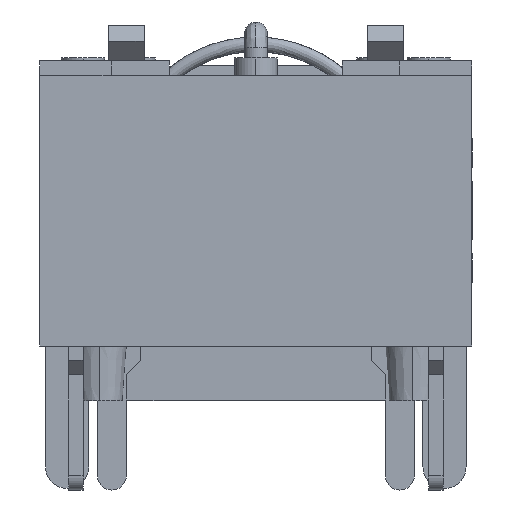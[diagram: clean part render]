
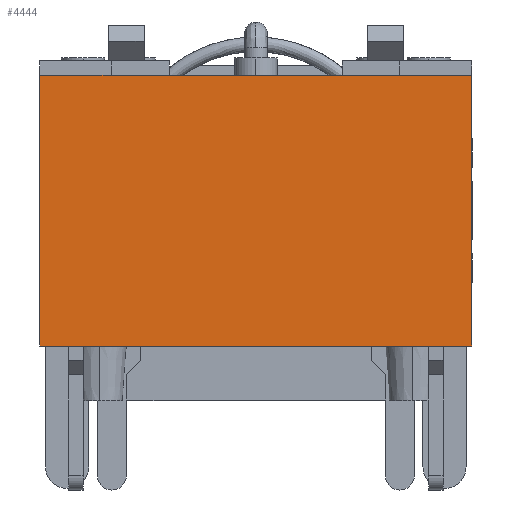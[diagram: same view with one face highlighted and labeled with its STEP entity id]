
A CAD part, left-side view. The second image highlights one B-rep face of the part: STEP entity #4444.
In plain terms, the highlighted planar face has unit normal (-1, 0, 0).
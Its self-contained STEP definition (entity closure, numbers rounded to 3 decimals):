
#53 = CARTESIAN_POINT ( 'NONE',  ( -30.6, 7.5, 0. ) ) ;
#179 = EDGE_CURVE ( 'NONE', #5147, #4872, #9808, .T. ) ;
#400 = DIRECTION ( 'NONE',  ( 0., 0., -1. ) ) ;
#893 = LINE ( 'NONE', #13602, #8565 ) ;
#1212 = VECTOR ( 'NONE', #20498, 1000. ) ;
#1307 = DIRECTION ( 'NONE',  ( -1., 0., 0. ) ) ;
#1908 = DIRECTION ( 'NONE',  ( 0., -1., 0. ) ) ;
#1969 = DIRECTION ( 'NONE',  ( 0., 0., -1. ) ) ;
#2212 = ORIENTED_EDGE ( 'NONE', *, *, #14331, .T. ) ;
#3190 = CARTESIAN_POINT ( 'NONE',  ( -30.6, 7.5, 4.6 ) ) ;
#3789 = CARTESIAN_POINT ( 'NONE',  ( -30.6, -7.5, -4.8 ) ) ;
#3857 = ORIENTED_EDGE ( 'NONE', *, *, #179, .T. ) ;
#4164 = CARTESIAN_POINT ( 'NONE',  ( -30.6, 7.5, -4.8 ) ) ;
#4444 = ADVANCED_FACE ( 'NONE', ( #8818 ), #5394, .T. ) ;
#4872 = VERTEX_POINT ( 'NONE', #3789 ) ;
#5147 = VERTEX_POINT ( 'NONE', #4164 ) ;
#5394 = PLANE ( 'NONE',  #10020 ) ;
#6167 = VECTOR ( 'NONE', #400, 1000. ) ;
#6413 = DIRECTION ( 'NONE',  ( 0., 0., 1. ) ) ;
#7749 = CARTESIAN_POINT ( 'NONE',  ( -30.6, -7.5, -4.8 ) ) ;
#8565 = VECTOR ( 'NONE', #1908, 1000. ) ;
#8818 = FACE_OUTER_BOUND ( 'NONE', #18389, .T. ) ;
#9134 = CARTESIAN_POINT ( 'NONE',  ( -30.6, -7.5, 0. ) ) ;
#9768 = EDGE_CURVE ( 'NONE', #21108, #11063, #893, .T. ) ;
#9808 = LINE ( 'NONE', #7749, #1212 ) ;
#10020 = AXIS2_PLACEMENT_3D ( 'NONE', #16096, #1307, #6413 ) ;
#11063 = VERTEX_POINT ( 'NONE', #20141 ) ;
#11769 = LINE ( 'NONE', #53, #6167 ) ;
#13602 = CARTESIAN_POINT ( 'NONE',  ( -30.6, 0., 4.6 ) ) ;
#14221 = ORIENTED_EDGE ( 'NONE', *, *, #17800, .F. ) ;
#14331 = EDGE_CURVE ( 'NONE', #21108, #5147, #11769, .T. ) ;
#16096 = CARTESIAN_POINT ( 'NONE',  ( -30.6, -7.5, 0. ) ) ;
#17800 = EDGE_CURVE ( 'NONE', #11063, #4872, #20538, .T. ) ;
#18389 = EDGE_LOOP ( 'NONE', ( #3857, #14221, #19388, #2212 ) ) ;
#19388 = ORIENTED_EDGE ( 'NONE', *, *, #9768, .F. ) ;
#19873 = VECTOR ( 'NONE', #1969, 1000. ) ;
#20141 = CARTESIAN_POINT ( 'NONE',  ( -30.6, -7.5, 4.6 ) ) ;
#20498 = DIRECTION ( 'NONE',  ( 0., -1., 0. ) ) ;
#20538 = LINE ( 'NONE', #9134, #19873 ) ;
#21108 = VERTEX_POINT ( 'NONE', #3190 ) ;
